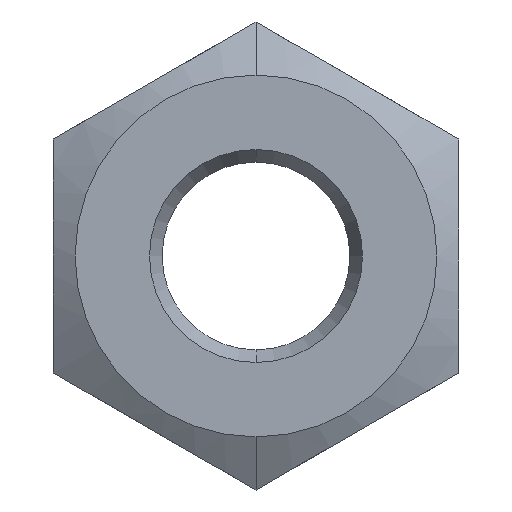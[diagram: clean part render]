
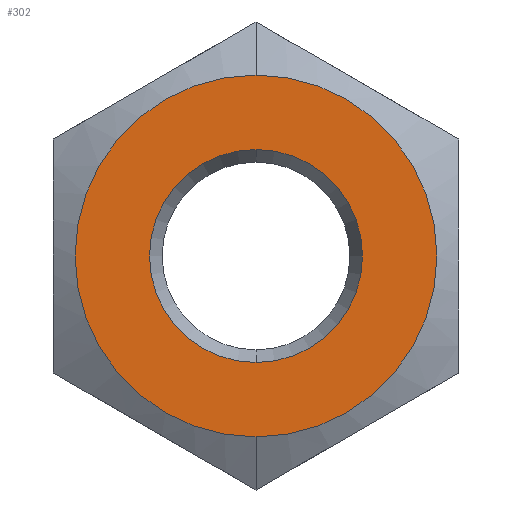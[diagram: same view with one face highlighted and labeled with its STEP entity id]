
A CAD part, front view. The second image highlights one B-rep face of the part: STEP entity #302.
In plain terms, the highlighted planar face has unit normal (0, -1, 0).
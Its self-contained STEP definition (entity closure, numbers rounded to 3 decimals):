
#9 = CIRCLE ( 'NONE', #252, 3.125 ) ;
#32 = EDGE_CURVE ( 'NONE', #209, #147, #442, .T. ) ;
#34 = CARTESIAN_POINT ( 'NONE',  ( 0., 0., 3.125 ) ) ;
#40 = PLANE ( 'NONE',  #277 ) ;
#55 = EDGE_CURVE ( 'NONE', #507, #310, #441, .T. ) ;
#61 = ORIENTED_EDGE ( 'NONE', *, *, #447, .T. ) ;
#67 = CARTESIAN_POINT ( 'NONE',  ( 0., 0., 0. ) ) ;
#96 = FACE_BOUND ( 'NONE', #263, .T. ) ;
#103 = DIRECTION ( 'NONE',  ( 0., 0., 1. ) ) ;
#121 = DIRECTION ( 'NONE',  ( 0., 1., 0. ) ) ;
#123 = CIRCLE ( 'NONE', #253, 1.84 ) ;
#124 = FACE_OUTER_BOUND ( 'NONE', #224, .T. ) ;
#127 = DIRECTION ( 'NONE',  ( 0., 0., 1. ) ) ;
#139 = CARTESIAN_POINT ( 'NONE',  ( 0., 0., 0. ) ) ;
#147 = VERTEX_POINT ( 'NONE', #34 ) ;
#175 = DIRECTION ( 'NONE',  ( 0., 0., 1. ) ) ;
#184 = CARTESIAN_POINT ( 'NONE',  ( 0., 0., 1.84 ) ) ;
#209 = VERTEX_POINT ( 'NONE', #553 ) ;
#213 = DIRECTION ( 'NONE',  ( 0., 0., 1. ) ) ;
#224 = EDGE_LOOP ( 'NONE', ( #342, #406 ) ) ;
#252 = AXIS2_PLACEMENT_3D ( 'NONE', #67, #363, #103 ) ;
#253 = AXIS2_PLACEMENT_3D ( 'NONE', #139, #445, #175 ) ;
#257 = CARTESIAN_POINT ( 'NONE',  ( 0., 0., -1.84 ) ) ;
#263 = EDGE_LOOP ( 'NONE', ( #61, #359 ) ) ;
#277 = AXIS2_PLACEMENT_3D ( 'NONE', #338, #387, #127 ) ;
#302 = ADVANCED_FACE ( 'NONE', ( #96, #124 ), #40, .F. ) ;
#306 = CARTESIAN_POINT ( 'NONE',  ( 0., 0., 0. ) ) ;
#310 = VERTEX_POINT ( 'NONE', #257 ) ;
#338 = CARTESIAN_POINT ( 'NONE',  ( 0., 0., 0. ) ) ;
#342 = ORIENTED_EDGE ( 'NONE', *, *, #467, .F. ) ;
#359 = ORIENTED_EDGE ( 'NONE', *, *, #55, .T. ) ;
#362 = AXIS2_PLACEMENT_3D ( 'NONE', #382, #121, #426 ) ;
#363 = DIRECTION ( 'NONE',  ( 0., 1., 0. ) ) ;
#382 = CARTESIAN_POINT ( 'NONE',  ( 0., 0., 0. ) ) ;
#387 = DIRECTION ( 'NONE',  ( 0., 1., 0. ) ) ;
#400 = AXIS2_PLACEMENT_3D ( 'NONE', #306, #404, #213 ) ;
#404 = DIRECTION ( 'NONE',  ( 0., 1., 0. ) ) ;
#406 = ORIENTED_EDGE ( 'NONE', *, *, #32, .F. ) ;
#426 = DIRECTION ( 'NONE',  ( 0., 0., 1. ) ) ;
#441 = CIRCLE ( 'NONE', #362, 1.84 ) ;
#442 = CIRCLE ( 'NONE', #400, 3.125 ) ;
#445 = DIRECTION ( 'NONE',  ( 0., 1., 0. ) ) ;
#447 = EDGE_CURVE ( 'NONE', #310, #507, #123, .T. ) ;
#467 = EDGE_CURVE ( 'NONE', #147, #209, #9, .T. ) ;
#507 = VERTEX_POINT ( 'NONE', #184 ) ;
#553 = CARTESIAN_POINT ( 'NONE',  ( 0., 0., -3.125 ) ) ;
